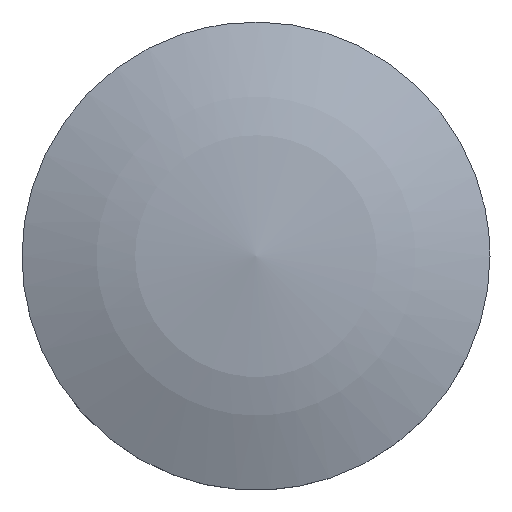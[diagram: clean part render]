
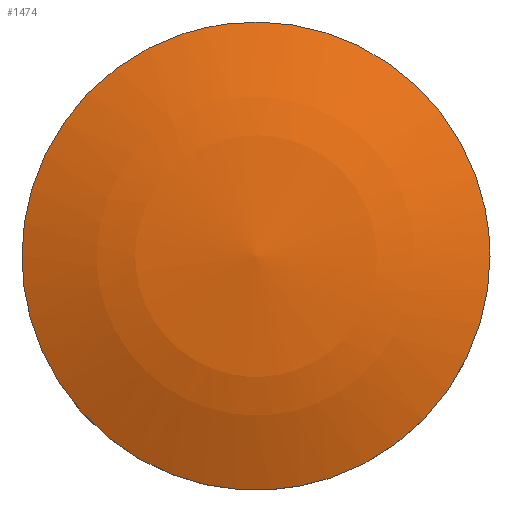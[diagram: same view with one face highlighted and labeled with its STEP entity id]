
A CAD part, top view. The second image highlights one B-rep face of the part: STEP entity #1474.
In plain terms, the highlighted free-form (B-spline) face has degree [2, 2] with [4, 4] control points.
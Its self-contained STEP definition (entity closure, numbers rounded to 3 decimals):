
#66=CARTESIAN_POINT('',(-0.449,3.773,2.));
#67=VERTEX_POINT('',#66);
#68=CARTESIAN_POINT('',(3.8,0.0,2.0));
#69=VERTEX_POINT('',#68);
#70=CARTESIAN_POINT('',(-0.449,3.773,2.));
#71=CARTESIAN_POINT('',(-0.225,3.8,2.));
#72=CARTESIAN_POINT('',(0.0,3.8,2.0));
#73=CARTESIAN_POINT('',(3.8,3.8,2.0));
#74=CARTESIAN_POINT('',(3.8,0.0,2.0));
#82=(BOUNDED_CURVE()B_SPLINE_CURVE(2,(#70,#71,#72,#73,#74),.UNSPECIFIED.,.F.,.U.)B_SPLINE_CURVE_WITH_KNOTS((3,2,3),(0.23,0.25,0.5),.UNSPECIFIED.)CURVE()GEOMETRIC_REPRESENTATION_ITEM()RATIONAL_B_SPLINE_CURVE((0.956,0.976,1.0,0.707,1.0))REPRESENTATION_ITEM(''));
#83=EDGE_CURVE('',#67,#69,#82,.T.);
#85=CARTESIAN_POINT('',(0.232,-3.793,2.));
#86=VERTEX_POINT('',#85);
#87=CARTESIAN_POINT('',(3.8,0.0,2.0));
#88=CARTESIAN_POINT('',(3.8,-3.575,2.0));
#89=CARTESIAN_POINT('',(0.232,-3.793,2.));
#97=(BOUNDED_CURVE()B_SPLINE_CURVE(2,(#87,#88,#89),.UNSPECIFIED.,.F.,.U.)B_SPLINE_CURVE_WITH_KNOTS((3,3),(0.5,0.739),.UNSPECIFIED.)CURVE()GEOMETRIC_REPRESENTATION_ITEM()RATIONAL_B_SPLINE_CURVE((1.0,0.72,0.976))REPRESENTATION_ITEM(''));
#98=EDGE_CURVE('',#69,#86,#97,.T.);
#165=CARTESIAN_POINT('',(-3.8,0.0,2.0));
#166=VERTEX_POINT('',#165);
#167=CARTESIAN_POINT('',(-3.8,0.0,2.0));
#168=CARTESIAN_POINT('',(-3.8,3.375,2.));
#169=CARTESIAN_POINT('',(-0.449,3.773,2.));
#177=(BOUNDED_CURVE()B_SPLINE_CURVE(2,(#167,#168,#169),.UNSPECIFIED.,.F.,.U.)B_SPLINE_CURVE_WITH_KNOTS((3,3),(0.0,0.23),.UNSPECIFIED.)CURVE()GEOMETRIC_REPRESENTATION_ITEM()RATIONAL_B_SPLINE_CURVE((1.0,0.731,0.956))REPRESENTATION_ITEM(''));
#178=EDGE_CURVE('',#166,#67,#177,.T.);
#212=CARTESIAN_POINT('',(0.232,-3.793,2.));
#213=CARTESIAN_POINT('',(0.116,-3.8,2.));
#214=CARTESIAN_POINT('',(0.0,-3.8,2.0));
#215=CARTESIAN_POINT('',(-3.8,-3.8,2.0));
#216=CARTESIAN_POINT('',(-3.8,0.0,2.0));
#224=(BOUNDED_CURVE()B_SPLINE_CURVE(2,(#212,#213,#214,#215,#216),.UNSPECIFIED.,.F.,.U.)B_SPLINE_CURVE_WITH_KNOTS((3,2,3),(0.739,0.75,1.0),.UNSPECIFIED.)CURVE()GEOMETRIC_REPRESENTATION_ITEM()RATIONAL_B_SPLINE_CURVE((0.976,0.988,1.0,0.707,1.0))REPRESENTATION_ITEM(''));
#225=EDGE_CURVE('',#86,#166,#224,.T.);
#1444=CARTESIAN_POINT('',(-3.942,-3.942,0.974));
#1445=CARTESIAN_POINT('',(-2.071,-4.143,1.841));
#1446=CARTESIAN_POINT('',(2.071,-4.143,1.841));
#1447=CARTESIAN_POINT('',(3.942,-3.942,0.974));
#1448=CARTESIAN_POINT('',(-4.143,-2.071,1.841));
#1449=CARTESIAN_POINT('',(-2.182,-2.182,2.8));
#1450=CARTESIAN_POINT('',(2.182,-2.182,2.8));
#1451=CARTESIAN_POINT('',(4.143,-2.071,1.841));
#1452=CARTESIAN_POINT('',(-4.143,2.071,1.841));
#1453=CARTESIAN_POINT('',(-2.182,2.182,2.8));
#1454=CARTESIAN_POINT('',(2.182,2.182,2.8));
#1455=CARTESIAN_POINT('',(4.143,2.071,1.841));
#1456=CARTESIAN_POINT('',(-3.942,3.942,0.974));
#1457=CARTESIAN_POINT('',(-2.071,4.143,1.841));
#1458=CARTESIAN_POINT('',(2.071,4.143,1.841));
#1459=CARTESIAN_POINT('',(3.942,3.942,0.974));
#1467=(BOUNDED_SURFACE()B_SPLINE_SURFACE(2,2,((#1444,#1448,#1452,#1456),(#1445,#1449,#1453,#1457),(#1446,#1450,#1454,#1458),(#1447,#1451,#1455,#1459)),.UNSPECIFIED.,.F.,.F.,.U.)B_SPLINE_SURFACE_WITH_KNOTS((3,1,3),(3,1,3),(1.423,5.587,9.751),(1.423,5.587,9.751),.UNSPECIFIED.)GEOMETRIC_REPRESENTATION_ITEM()RATIONAL_B_SPLINE_SURFACE(((1.107,1.054,1.054,1.107),(1.054,1.0,1.0,1.054),(1.054,1.0,1.0,1.054),(1.107,1.054,1.054,1.107)))REPRESENTATION_ITEM('')SURFACE());
#1468=ORIENTED_EDGE('',*,*,#225,.F.);
#1469=ORIENTED_EDGE('',*,*,#98,.F.);
#1470=ORIENTED_EDGE('',*,*,#83,.F.);
#1471=ORIENTED_EDGE('',*,*,#178,.F.);
#1472=EDGE_LOOP('',(#1468,#1469,#1470,#1471));
#1473=FACE_OUTER_BOUND('',#1472,.T.);
#1474=ADVANCED_FACE('',(#1473),#1467,.T.);
